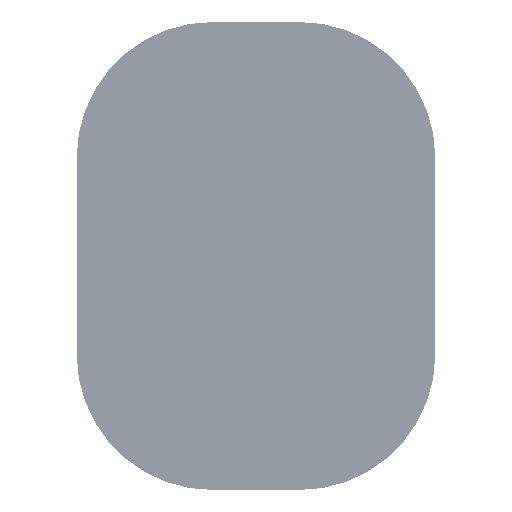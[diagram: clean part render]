
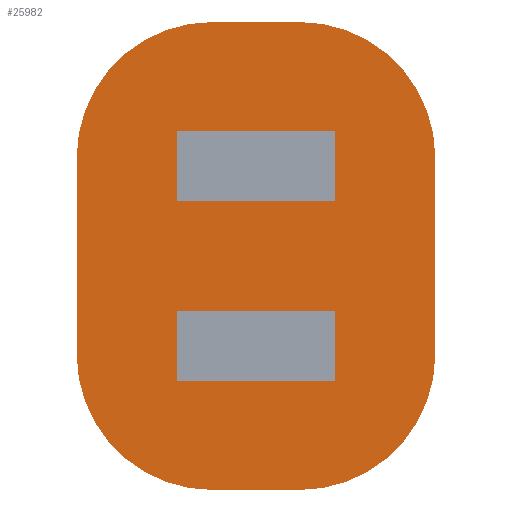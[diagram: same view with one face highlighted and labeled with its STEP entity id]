
A CAD part, front view. The second image highlights one B-rep face of the part: STEP entity #25982.
In plain terms, the highlighted planar face has unit normal (0, -1, 0).
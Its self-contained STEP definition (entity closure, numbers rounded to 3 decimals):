
#158 = EDGE_CURVE ( 'NONE', #35482, #14067, #36634, .T. ) ;
#290 = CARTESIAN_POINT ( 'NONE',  ( 500., 0., -2675. ) ) ;
#486 = CARTESIAN_POINT ( 'NONE',  ( -2050., 0., 1125. ) ) ;
#534 = AXIS2_PLACEMENT_3D ( 'NONE', #20350, #31859, #5987 ) ;
#635 = VERTEX_POINT ( 'NONE', #29435 ) ;
#701 = DIRECTION ( 'NONE',  ( 0., 0., -1. ) ) ;
#844 = ORIENTED_EDGE ( 'NONE', *, *, #19260, .F. ) ;
#942 = VECTOR ( 'NONE', #11403, 1000. ) ;
#2911 = EDGE_CURVE ( 'NONE', #10423, #19499, #27843, .T. ) ;
#3309 = CARTESIAN_POINT ( 'NONE',  ( -2050., 0., -1125. ) ) ;
#3629 = DIRECTION ( 'NONE',  ( 0., 1., 0. ) ) ;
#4182 = CIRCLE ( 'NONE', #25281, 1550. ) ;
#5957 = VECTOR ( 'NONE', #31716, 1000. ) ;
#5987 = DIRECTION ( 'NONE',  ( 0., 0., -1. ) ) ;
#6021 = CARTESIAN_POINT ( 'NONE',  ( 500., 0., 1125. ) ) ;
#6830 = CARTESIAN_POINT ( 'NONE',  ( 500., 0., 2675. ) ) ;
#8033 = VERTEX_POINT ( 'NONE', #25832 ) ;
#8673 = LINE ( 'NONE', #20215, #5957 ) ;
#8814 = PLANE ( 'NONE',  #534 ) ;
#9113 = CARTESIAN_POINT ( 'NONE',  ( -500., 0., -1125. ) ) ;
#10423 = VERTEX_POINT ( 'NONE', #11079 ) ;
#11079 = CARTESIAN_POINT ( 'NONE',  ( -2050., 0., 1125. ) ) ;
#11403 = DIRECTION ( 'NONE',  ( 1., 0., 0. ) ) ;
#11509 = AXIS2_PLACEMENT_3D ( 'NONE', #29464, #3629, #15079 ) ;
#11737 = DIRECTION ( 'NONE',  ( -1., 0., 0. ) ) ;
#11924 = DIRECTION ( 'NONE',  ( 0., 0., 1. ) ) ;
#11978 = AXIS2_PLACEMENT_3D ( 'NONE', #14985, #26557, #701 ) ;
#12938 = CARTESIAN_POINT ( 'NONE',  ( 500., 0., -2675. ) ) ;
#13680 = EDGE_LOOP ( 'NONE', ( #844, #35647, #23879, #26308, #32142, #33107, #29190, #16459 ) ) ;
#13713 = CARTESIAN_POINT ( 'NONE',  ( -500., 0., 2675. ) ) ;
#14067 = VERTEX_POINT ( 'NONE', #3309 ) ;
#14985 = CARTESIAN_POINT ( 'NONE',  ( 500., 0., -1125. ) ) ;
#15079 = DIRECTION ( 'NONE',  ( 0., 0., 1. ) ) ;
#15275 = VECTOR ( 'NONE', #11924, 1000. ) ;
#16266 = VECTOR ( 'NONE', #11737, 1000. ) ;
#16459 = ORIENTED_EDGE ( 'NONE', *, *, #19165, .F. ) ;
#16515 = EDGE_CURVE ( 'NONE', #14067, #10423, #26343, .T. ) ;
#17518 = DIRECTION ( 'NONE',  ( 0., 1., 0. ) ) ;
#19165 = EDGE_CURVE ( 'NONE', #635, #8033, #8673, .T. ) ;
#19260 = EDGE_CURVE ( 'NONE', #29325, #635, #4182, .T. ) ;
#19499 = VERTEX_POINT ( 'NONE', #13713 ) ;
#19860 = EDGE_CURVE ( 'NONE', #36771, #35482, #26164, .T. ) ;
#20215 = CARTESIAN_POINT ( 'NONE',  ( 2050., 0., 1125. ) ) ;
#20345 = AXIS2_PLACEMENT_3D ( 'NONE', #9113, #20663, #32167 ) ;
#20350 = CARTESIAN_POINT ( 'NONE',  ( 500., 0., 1125. ) ) ;
#20663 = DIRECTION ( 'NONE',  ( 0., 1., 0. ) ) ;
#23195 = CARTESIAN_POINT ( 'NONE',  ( -500., 0., -2675. ) ) ;
#23879 = ORIENTED_EDGE ( 'NONE', *, *, #2911, .F. ) ;
#25281 = AXIS2_PLACEMENT_3D ( 'NONE', #6021, #17518, #29065 ) ;
#25793 = LINE ( 'NONE', #6830, #942 ) ;
#25832 = CARTESIAN_POINT ( 'NONE',  ( 2050., 0., -1125. ) ) ;
#25982 = ADVANCED_FACE ( 'NONE', ( #34700 ), #8814, .T. ) ;
#26164 = LINE ( 'NONE', #290, #16266 ) ;
#26308 = ORIENTED_EDGE ( 'NONE', *, *, #16515, .F. ) ;
#26343 = LINE ( 'NONE', #486, #15275 ) ;
#26557 = DIRECTION ( 'NONE',  ( 0., 1., 0. ) ) ;
#27448 = EDGE_CURVE ( 'NONE', #8033, #36771, #28325, .T. ) ;
#27843 = CIRCLE ( 'NONE', #11509, 1550. ) ;
#28325 = CIRCLE ( 'NONE', #11978, 1550. ) ;
#29064 = CARTESIAN_POINT ( 'NONE',  ( 500., 0., 2675. ) ) ;
#29065 = DIRECTION ( 'NONE',  ( 0., 0., -1. ) ) ;
#29190 = ORIENTED_EDGE ( 'NONE', *, *, #27448, .F. ) ;
#29325 = VERTEX_POINT ( 'NONE', #29064 ) ;
#29435 = CARTESIAN_POINT ( 'NONE',  ( 2050., 0., 1125. ) ) ;
#29464 = CARTESIAN_POINT ( 'NONE',  ( -500., 0., 1125. ) ) ;
#31716 = DIRECTION ( 'NONE',  ( 0., 0., -1. ) ) ;
#31859 = DIRECTION ( 'NONE',  ( 0., -1., 0. ) ) ;
#32142 = ORIENTED_EDGE ( 'NONE', *, *, #158, .F. ) ;
#32167 = DIRECTION ( 'NONE',  ( 0., 0., 1. ) ) ;
#33107 = ORIENTED_EDGE ( 'NONE', *, *, #19860, .F. ) ;
#34637 = EDGE_CURVE ( 'NONE', #19499, #29325, #25793, .T. ) ;
#34700 = FACE_OUTER_BOUND ( 'NONE', #13680, .T. ) ;
#35482 = VERTEX_POINT ( 'NONE', #23195 ) ;
#35647 = ORIENTED_EDGE ( 'NONE', *, *, #34637, .F. ) ;
#36634 = CIRCLE ( 'NONE', #20345, 1550. ) ;
#36771 = VERTEX_POINT ( 'NONE', #12938 ) ;
